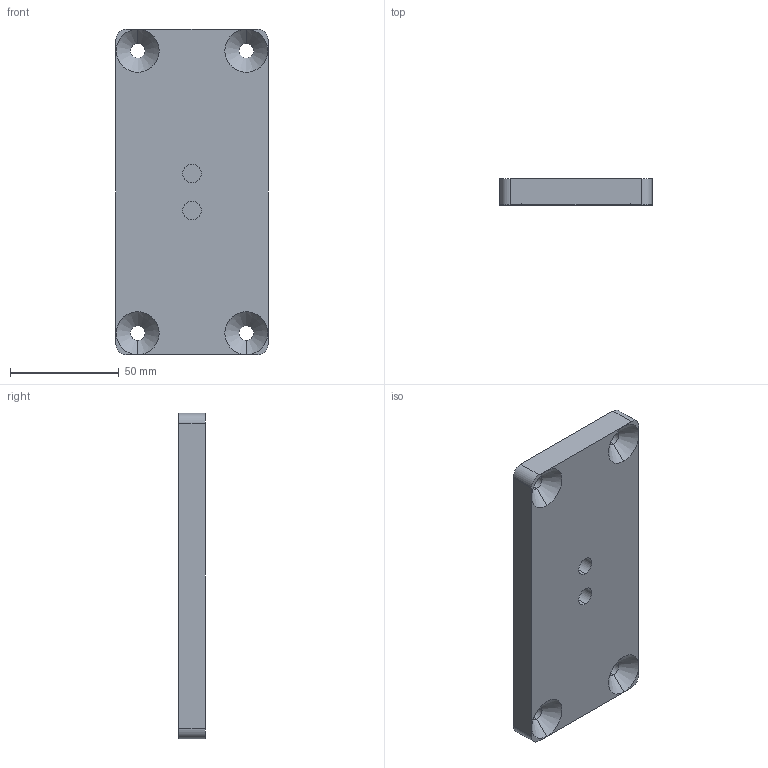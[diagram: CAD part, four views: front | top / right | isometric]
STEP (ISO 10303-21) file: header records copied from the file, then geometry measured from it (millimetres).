
FILE_DESCRIPTION (( 'STEP AP214' ), '1' );
FILE_NAME ('ARL-PCBAT-01-A-base.STEP', '2024-07-26T09:26:52', ( 'T' ), ( 'F' ), 'SwSTEP 2.0', 'SolidWorks 2001340', '' );
FILE_SCHEMA (( 'AUTOMOTIVE_DESIGN' ));
Length unit declared in the file: millimetre
Products named in the file (1): ARL-PCBAT-01-A-base
Bounding box: 70 x 12 x 150 mm (x, y, z)
Volume: 114712.5 mm3; surface area: 28568.3 mm2
Topology: 1 solids, 1 shells, 636 faces, 1812 edges, 1204 vertices
Faces by surface type: plane 494, cylinder 72, bspline 58, cone 8, torus 4
Entity records: 31515 total; most frequent: CARTESIAN_POINT 15131, ORIENTED_EDGE 3624, DIRECTION 3018, EDGE_CURVE 1812, LINE 1532, VECTOR 1532, VERTEX_POINT 1204, AXIS2_PLACEMENT_3D 743
